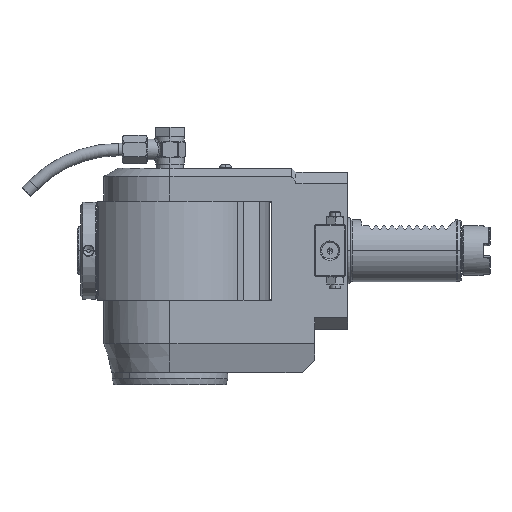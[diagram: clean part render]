
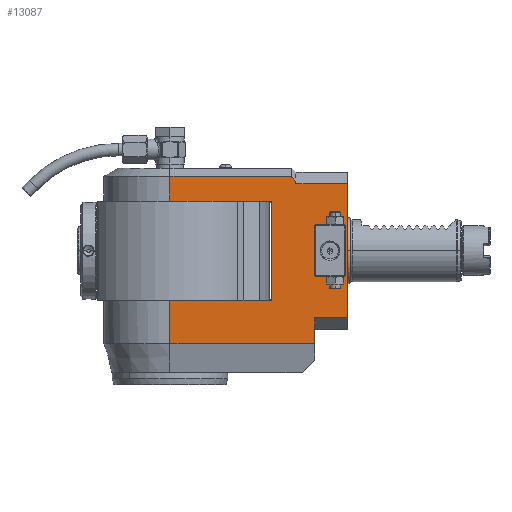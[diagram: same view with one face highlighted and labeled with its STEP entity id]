
A CAD part, left-side view. The second image highlights one B-rep face of the part: STEP entity #13087.
In plain terms, the highlighted planar face has unit normal (-1, 0, 0).
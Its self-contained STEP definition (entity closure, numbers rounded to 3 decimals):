
#101=DIRECTION('',(0.,1.,0.));
#102=VECTOR('',#101,0.433);
#103=CARTESIAN_POINT('',(-32.,-59.433,35.459));
#104=LINE('',#103,#102);
#105=DIRECTION('',(0.,0.655,0.756));
#106=VECTOR('',#105,2.394);
#107=CARTESIAN_POINT('',(-32.,-61.,33.649));
#108=LINE('',#107,#106);
#109=DIRECTION('',(0.,-1.,0.));
#110=VECTOR('',#109,25.);
#111=CARTESIAN_POINT('',(-32.,-61.,32.515));
#112=LINE('',#111,#110);
#113=DIRECTION('',(0.,-1.,0.));
#114=VECTOR('',#113,16.);
#115=CARTESIAN_POINT('',(-32.,-70.,-32.515));
#116=LINE('',#115,#114);
#117=DIRECTION('',(0.,1.,0.));
#118=VECTOR('',#117,23.368);
#119=CARTESIAN_POINT('',(-32.,-49.,24.));
#120=LINE('',#119,#118);
#121=DIRECTION('',(0.,0.,1.));
#122=VECTOR('',#121,24.);
#123=CARTESIAN_POINT('',(-32.,-85.,-12.));
#124=LINE('',#123,#122);
#125=DIRECTION('',(0.,-0.707,-0.707));
#126=VECTOR('',#125,0.707);
#127=CARTESIAN_POINT('',(-32.,-84.5,12.5));
#128=LINE('',#127,#126);
#129=DIRECTION('',(0.,1.,0.));
#130=VECTOR('',#129,14.);
#131=CARTESIAN_POINT('',(-32.,-84.5,12.5));
#132=LINE('',#131,#130);
#133=DIRECTION('',(0.,-0.707,0.707));
#134=VECTOR('',#133,0.707);
#135=CARTESIAN_POINT('',(-32.,-70.,12.));
#136=LINE('',#135,#134);
#137=DIRECTION('',(0.,0.,-1.));
#138=VECTOR('',#137,24.);
#139=CARTESIAN_POINT('',(-32.,-70.,12.));
#140=LINE('',#139,#138);
#141=DIRECTION('',(0.,0.707,0.707));
#142=VECTOR('',#141,0.707);
#143=CARTESIAN_POINT('',(-32.,-70.5,-12.5));
#144=LINE('',#143,#142);
#145=DIRECTION('',(0.,-1.,0.));
#146=VECTOR('',#145,14.);
#147=CARTESIAN_POINT('',(-32.,-70.5,-12.5));
#148=LINE('',#147,#146);
#149=DIRECTION('',(0.,0.707,-0.707));
#150=VECTOR('',#149,0.707);
#151=CARTESIAN_POINT('',(-32.,-85.,-12.));
#152=LINE('',#151,#150);
#157=DIRECTION('',(0.,0.,-1.));
#158=VECTOR('',#157,11.959);
#159=CARTESIAN_POINT('',(-32.,0.,35.959));
#160=LINE('',#159,#158);
#226=DIRECTION('',(0.,1.,0.));
#227=VECTOR('',#226,59.);
#228=CARTESIAN_POINT('',(-32.,-59.,35.959));
#229=LINE('',#228,#227);
#250=DIRECTION('',(0.,0.,1.));
#251=VECTOR('',#250,0.5);
#252=CARTESIAN_POINT('',(-32.,-59.,35.459));
#253=LINE('',#252,#251);
#290=DIRECTION('',(0.,0.,-1.));
#291=VECTOR('',#290,65.03);
#292=CARTESIAN_POINT('',(-32.,-86.,32.515));
#293=LINE('',#292,#291);
#472=DIRECTION('',(0.,0.,1.));
#473=VECTOR('',#472,1.134);
#474=CARTESIAN_POINT('',(-32.,-61.,32.515));
#475=LINE('',#474,#473);
#508=DIRECTION('',(0.,0.,1.));
#509=VECTOR('',#508,12.485);
#510=CARTESIAN_POINT('',(-32.,-70.,-45.));
#511=LINE('',#510,#509);
#528=DIRECTION('',(0.,-1.,0.));
#529=VECTOR('',#528,70.);
#530=CARTESIAN_POINT('',(-32.,0.,
-45.));
#531=LINE('',#530,#529);
#587=DIRECTION('',(0.,0.,-1.));
#588=VECTOR('',#587,21.);
#589=CARTESIAN_POINT('',(-32.,0.,-24.));
#590=LINE('',#589,#588);
#591=CARTESIAN_POINT('',(-32.,0.,-45.001));
#717=DIRECTION('',(0.,1.,0.));
#718=VECTOR('',#717,25.632);
#719=CARTESIAN_POINT('',(-32.,-25.632,-24.));
#720=LINE('',#719,#718);
#756=DIRECTION('',(0.,0.,-1.));
#757=VECTOR('',#756,48.);
#758=CARTESIAN_POINT('',(-32.,-49.,24.));
#759=LINE('',#758,#757);
#824=DIRECTION('',(0.,1.,0.));
#825=VECTOR('',#824,23.368);
#826=CARTESIAN_POINT('',(-32.,-49.,-24.));
#827=LINE('',#826,#825);
#1247=DIRECTION('',(0.,-1.,0.));
#1248=VECTOR('',#1247,25.632);
#1249=CARTESIAN_POINT('',(-32.,0.,24.));
#1250=LINE('',#1249,#1248);
#11580=CARTESIAN_POINT('',(-32.,-61.,33.649));
#11581=CARTESIAN_POINT('',(-32.,-59.433,35.459));
#11582=VERTEX_POINT('',#11580);
#11583=VERTEX_POINT('',#11581);
#12137=CARTESIAN_POINT('',(-32.,-85.,-12.));
#12138=CARTESIAN_POINT('',(-32.,-85.,12.));
#12139=VERTEX_POINT('',#12137);
#12140=VERTEX_POINT('',#12138);
#12141=CARTESIAN_POINT('',(-32.,-84.5,12.5));
#12142=CARTESIAN_POINT('',(-32.,-70.5,12.5));
#12143=VERTEX_POINT('',#12141);
#12144=VERTEX_POINT('',#12142);
#12145=CARTESIAN_POINT('',(-32.,-70.,12.));
#12146=CARTESIAN_POINT('',(-32.,-70.,-12.));
#12147=VERTEX_POINT('',#12145);
#12148=VERTEX_POINT('',#12146);
#12149=CARTESIAN_POINT('',(-32.,-70.5,-12.5));
#12150=CARTESIAN_POINT('',(-32.,-84.5,-12.5));
#12151=VERTEX_POINT('',#12149);
#12152=VERTEX_POINT('',#12150);
#12689=CARTESIAN_POINT('',(-32.,-86.,32.515));
#12691=VERTEX_POINT('',#12689);
#12696=CARTESIAN_POINT('',(-32.,-49.,24.));
#12697=CARTESIAN_POINT('',(-32.,-49.,-24.));
#12698=VERTEX_POINT('',#12696);
#12699=VERTEX_POINT('',#12697);
#12712=CARTESIAN_POINT('',(-32.,-25.632,-24.));
#12713=VERTEX_POINT('',#12712);
#12716=CARTESIAN_POINT('',(-32.,-25.632,24.));
#12717=VERTEX_POINT('',#12716);
#12728=CARTESIAN_POINT('',(-32.,-70.,-45.));
#12730=VERTEX_POINT('',#12728);
#12736=CARTESIAN_POINT('',(-32.,-86.,-32.515));
#12737=VERTEX_POINT('',#12736);
#12742=CARTESIAN_POINT('',(-32.,-70.,-32.515));
#12743=VERTEX_POINT('',#12742);
#12748=CARTESIAN_POINT('',(-32.,-59.,35.959));
#12749=CARTESIAN_POINT('',(-32.,0.,
35.959));
#12750=VERTEX_POINT('',#12748);
#12751=VERTEX_POINT('',#12749);
#12760=VERTEX_POINT('',#591);
#12806=CARTESIAN_POINT('',(-32.,-59.,35.459));
#12808=VERTEX_POINT('',#12806);
#12892=CARTESIAN_POINT('',(-32.,-61.,32.515));
#12893=VERTEX_POINT('',#12892);
#12898=CARTESIAN_POINT('',(-32.,0.,-24.));
#12899=VERTEX_POINT('',#12898);
#12901=CARTESIAN_POINT('',(-32.,0.,24.));
#12903=VERTEX_POINT('',#12901);
#13030=CARTESIAN_POINT('',(-32.,0.,-59.));
#13031=DIRECTION('',(-1.,0.,0.));
#13032=DIRECTION('',(0.,-1.,0.));
#13033=AXIS2_PLACEMENT_3D('',#13030,#13031,#13032);
#13034=PLANE('',#13033);
#13036=ORIENTED_EDGE('',*,*,#13035,.F.);
#13038=ORIENTED_EDGE('',*,*,#13037,.F.);
#13040=ORIENTED_EDGE('',*,*,#13039,.F.);
#13042=ORIENTED_EDGE('',*,*,#13041,.F.);
#13044=ORIENTED_EDGE('',*,*,#13043,.F.);
#13046=ORIENTED_EDGE('',*,*,#13045,.F.);
#13048=ORIENTED_EDGE('',*,*,#13047,.T.);
#13050=ORIENTED_EDGE('',*,*,#13049,.T.);
#13052=ORIENTED_EDGE('',*,*,#13051,.F.);
#13054=ORIENTED_EDGE('',*,*,#13053,.F.);
#13056=ORIENTED_EDGE('',*,*,#13055,.F.);
#13058=ORIENTED_EDGE('',*,*,#13057,.F.);
#13060=ORIENTED_EDGE('',*,*,#13059,.F.);
#13062=ORIENTED_EDGE('',*,*,#13061,.F.);
#13064=ORIENTED_EDGE('',*,*,#13063,.F.);
#13066=ORIENTED_EDGE('',*,*,#13065,.T.);
#13068=ORIENTED_EDGE('',*,*,#13067,.F.);
#13069=EDGE_LOOP('',(#13036,#13038,#13040,#13042,#13044,#13046,#13048,#13050,
#13052,#13054,#13056,#13058,#13060,#13062,#13064,#13066,#13068));
#13070=FACE_OUTER_BOUND('',#13069,.F.);
#13072=ORIENTED_EDGE('',*,*,#13071,.T.);
#13074=ORIENTED_EDGE('',*,*,#13073,.F.);
#13076=ORIENTED_EDGE('',*,*,#13075,.T.);
#13078=ORIENTED_EDGE('',*,*,#13077,.F.);
#13080=ORIENTED_EDGE('',*,*,#13079,.T.);
#13081=ORIENTED_EDGE('',*,*,#13018,.F.);
#13082=ORIENTED_EDGE('',*,*,#13003,.T.);
#13084=ORIENTED_EDGE('',*,*,#13083,.F.);
#13085=EDGE_LOOP('',(#13072,#13074,#13076,#13078,#13080,#13081,#13082,#13084));
#13086=FACE_BOUND('',#13085,.F.);
#13003=EDGE_CURVE('',#12151,#12152,#148,.T.);
#13018=EDGE_CURVE('',#12151,#12148,#144,.T.);
#13035=EDGE_CURVE('',#12751,#12903,#160,.T.);
#13037=EDGE_CURVE('',#12750,#12751,#229,.T.);
#13039=EDGE_CURVE('',#12808,#12750,#253,.T.);
#13041=EDGE_CURVE('',#11583,#12808,#104,.T.);
#13043=EDGE_CURVE('',#11582,#11583,#108,.T.);
#13045=EDGE_CURVE('',#12893,#11582,#475,.T.);
#13047=EDGE_CURVE('',#12893,#12691,#112,.T.);
#13049=EDGE_CURVE('',#12691,#12737,#293,.T.);
#13051=EDGE_CURVE('',#12743,#12737,#116,.T.);
#13053=EDGE_CURVE('',#12730,#12743,#511,.T.);
#13055=EDGE_CURVE('',#12760,#12730,#531,.T.);
#13057=EDGE_CURVE('',#12899,#12760,#590,.T.);
#13059=EDGE_CURVE('',#12713,#12899,#720,.T.);
#13061=EDGE_CURVE('',#12699,#12713,#827,.T.);
#13063=EDGE_CURVE('',#12698,#12699,#759,.T.);
#13065=EDGE_CURVE('',#12698,#12717,#120,.T.);
#13067=EDGE_CURVE('',#12903,#12717,#1250,.T.);
#13071=EDGE_CURVE('',#12139,#12140,#124,.T.);
#13073=EDGE_CURVE('',#12143,#12140,#128,.T.);
#13075=EDGE_CURVE('',#12143,#12144,#132,.T.);
#13077=EDGE_CURVE('',#12147,#12144,#136,.T.);
#13079=EDGE_CURVE('',#12147,#12148,#140,.T.);
#13083=EDGE_CURVE('',#12139,#12152,#152,.T.);
#13087=ADVANCED_FACE('',(#13070,#13086),#13034,.T.);
